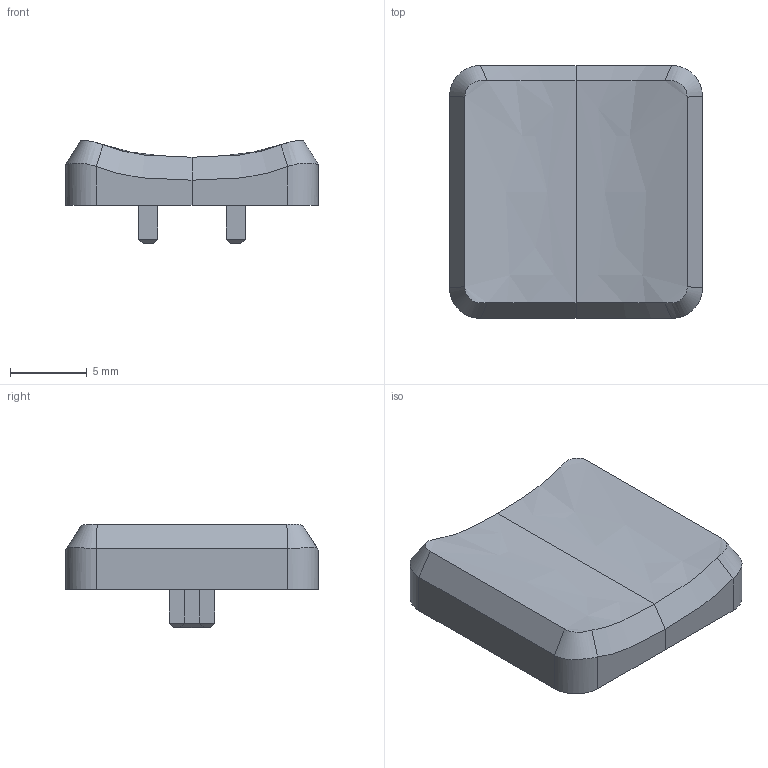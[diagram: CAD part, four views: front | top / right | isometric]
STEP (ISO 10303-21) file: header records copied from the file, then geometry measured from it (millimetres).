
FILE_DESCRIPTION(('FreeCAD Model'),'2;1');
FILE_NAME('Open CASCADE Shape Model','2024-08-29T05:07:40',('FreeCAD'),( 'FreeCAD'),'Open CASCADE STEP processor 7.6','FreeCAD','Unknown');
FILE_SCHEMA(('AUTOMOTIVE_DESIGN { 1 0 10303 214 1 1 1 1 }'));
Length unit declared in the file: millimetre
Products named in the file (1): Open CASCADE STEP translator 7.6 1
Bounding box: 16.5 x 16.5 x 6.76 mm (x, y, z)
Volume: 661.9 mm3; surface area: 934 mm2
Topology: 1 solids, 1 shells, 116 faces, 291 edges, 177 vertices
Faces by surface type: plane 96, bspline 10, cylinder 8, extrusion 2
Entity records: 4689 total; most frequent: CARTESIAN_POINT 2019, ORIENTED_EDGE 582, DIRECTION 483, EDGE_CURVE 291, VECTOR 249, LINE 247, VERTEX_POINT 177, AXIS2_PLACEMENT_3D 117
